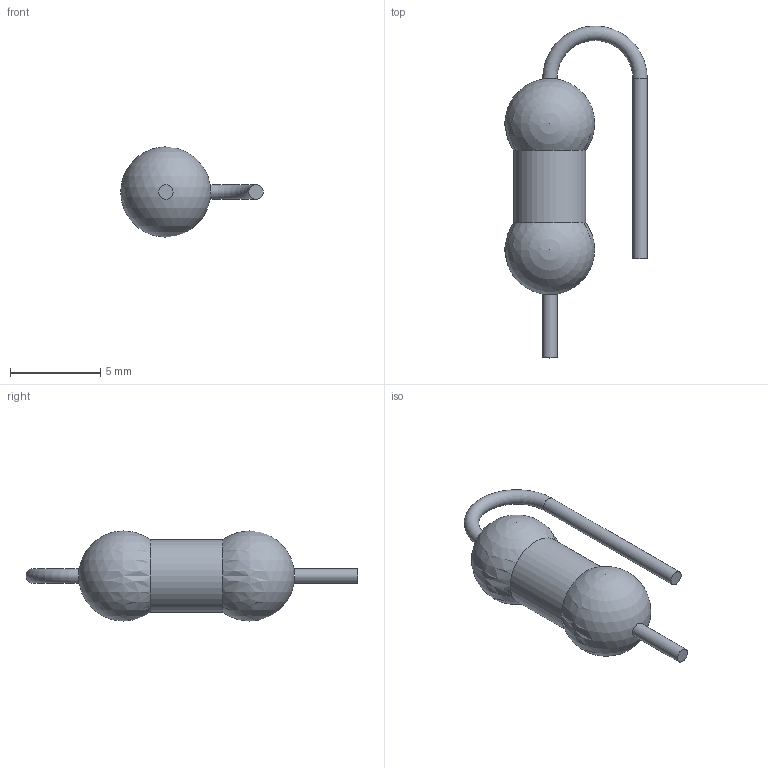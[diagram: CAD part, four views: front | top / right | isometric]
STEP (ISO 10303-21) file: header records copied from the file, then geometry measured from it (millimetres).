
FILE_DESCRIPTION(/* description */ (''),/* implementation_level */ '2;1');
FILE_NAME(/* name */ 'Деталь111.stp',/* time_stamp */ '2020-04-04T00:19:47+03:00',/* author */ ('bonda'),/* organization */ (''),/* preprocessor_version */ 'ST-DEVELOPER v18',/* originating_system */ 'Autodesk Inventor 2020',/* authorisation */ '');
FILE_SCHEMA (('AUTOMOTIVE_DESIGN { 1 0 10303 214 3 1 1 }'));
Length unit declared in the file: millimetre
Products named in the file (1): Деталь111
Bounding box: 7.9 x 18.4 x 5 mm (x, y, z)
Volume: 178.3 mm3; surface area: 231.6 mm2
Topology: 3 solids, 3 shells, 10 faces, 24 edges, 18 vertices
Faces by surface type: plane 4, cylinder 3, sphere 2, torus 1
Full cylindrical faces by diameter (mm): 0.8 x2, 4 x1
Entity records: 344 total; most frequent: DIRECTION 59, CARTESIAN_POINT 49, ORIENTED_EDGE 40, AXIS2_PLACEMENT_3D 28, EDGE_CURVE 20, VERTEX_POINT 18, CIRCLE 17, EDGE_LOOP 12
